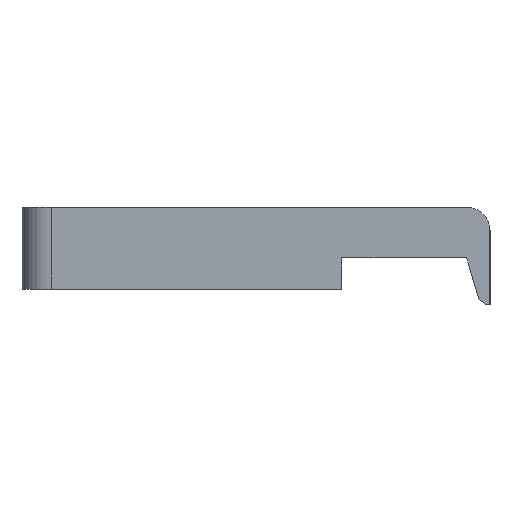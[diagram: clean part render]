
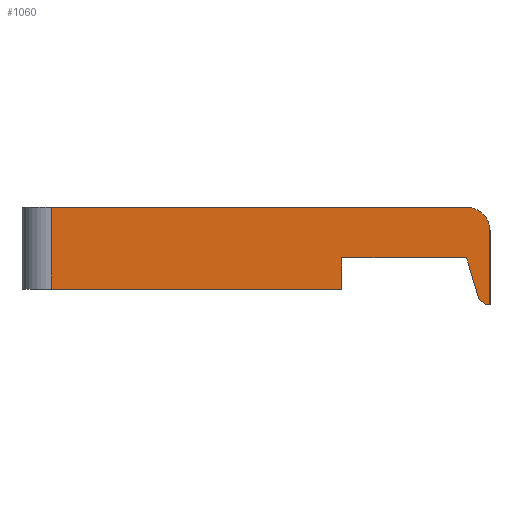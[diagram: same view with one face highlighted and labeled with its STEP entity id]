
A CAD part, left-side view. The second image highlights one B-rep face of the part: STEP entity #1060.
In plain terms, the highlighted planar face has unit normal (-1, 0, 0).
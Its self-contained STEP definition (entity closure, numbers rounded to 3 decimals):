
#48=CIRCLE('',#1137,6.);
#87=FACE_OUTER_BOUND('',#149,.T.);
#149=EDGE_LOOP('',(#710,#711,#712,#713,#714,#715,#716,#717,#718,#719));
#220=LINE('',#1565,#334);
#222=LINE('',#1569,#336);
#223=LINE('',#1571,#337);
#224=LINE('',#1575,#338);
#225=LINE('',#1577,#339);
#226=LINE('',#1579,#340);
#227=LINE('',#1581,#341);
#228=LINE('',#1583,#342);
#229=LINE('',#1584,#343);
#334=VECTOR('',#1243,10.);
#336=VECTOR('',#1247,10.);
#337=VECTOR('',#1248,10.);
#338=VECTOR('',#1251,10.);
#339=VECTOR('',#1252,10.);
#340=VECTOR('',#1253,10.);
#341=VECTOR('',#1254,10.);
#342=VECTOR('',#1255,10.);
#343=VECTOR('',#1256,10.);
#448=VERTEX_POINT('',#1562);
#449=VERTEX_POINT('',#1564);
#450=VERTEX_POINT('',#1568);
#451=VERTEX_POINT('',#1570);
#452=VERTEX_POINT('',#1572);
#453=VERTEX_POINT('',#1574);
#454=VERTEX_POINT('',#1576);
#455=VERTEX_POINT('',#1578);
#456=VERTEX_POINT('',#1580);
#457=VERTEX_POINT('',#1582);
#552=EDGE_CURVE('',#448,#449,#220,.T.);
#554=EDGE_CURVE('',#450,#448,#222,.T.);
#555=EDGE_CURVE('',#450,#451,#223,.T.);
#556=EDGE_CURVE('',#452,#451,#48,.T.);
#557=EDGE_CURVE('',#453,#452,#224,.T.);
#558=EDGE_CURVE('',#454,#453,#225,.T.);
#559=EDGE_CURVE('',#455,#454,#226,.T.);
#560=EDGE_CURVE('',#455,#456,#227,.T.);
#561=EDGE_CURVE('',#456,#457,#228,.T.);
#562=EDGE_CURVE('',#457,#449,#229,.T.);
#710=ORIENTED_EDGE('',*,*,#552,.F.);
#711=ORIENTED_EDGE('',*,*,#554,.F.);
#712=ORIENTED_EDGE('',*,*,#555,.T.);
#713=ORIENTED_EDGE('',*,*,#556,.F.);
#714=ORIENTED_EDGE('',*,*,#557,.F.);
#715=ORIENTED_EDGE('',*,*,#558,.F.);
#716=ORIENTED_EDGE('',*,*,#559,.F.);
#717=ORIENTED_EDGE('',*,*,#560,.T.);
#718=ORIENTED_EDGE('',*,*,#561,.T.);
#719=ORIENTED_EDGE('',*,*,#562,.T.);
#1019=PLANE('',#1136);
#1060=ADVANCED_FACE('',(#87),#1019,.T.);
#1136=AXIS2_PLACEMENT_3D('',#1567,#1245,#1246);
#1137=AXIS2_PLACEMENT_3D('',#1573,#1249,#1250);
#1243=DIRECTION('',(0.,0.802,0.597));
#1245=DIRECTION('center_axis',(-1.,0.,0.));
#1246=DIRECTION('ref_axis',(0.,-1.,0.));
#1247=DIRECTION('',(0.,1.,0.));
#1248=DIRECTION('',(0.,0.,1.));
#1249=DIRECTION('center_axis',(1.,0.,0.));
#1250=DIRECTION('ref_axis',(0.,-0.707,0.707));
#1251=DIRECTION('',(0.,-1.,0.));
#1252=DIRECTION('',(0.,0.,1.));
#1253=DIRECTION('',(0.,1.,0.));
#1254=DIRECTION('',(0.,0.,1.));
#1255=DIRECTION('',(0.,-1.,0.));
#1256=DIRECTION('',(0.,-0.287,-0.958));
#1562=CARTESIAN_POINT('',(0.,1.,-4.));
#1564=CARTESIAN_POINT('',(0.,2.802,-2.659));
#1565=CARTESIAN_POINT('',(0.,42.623,26.969));
#1567=CARTESIAN_POINT('Origin',(0.,120.,8.));
#1568=CARTESIAN_POINT('',(0.,0.,-4.));
#1569=CARTESIAN_POINT('',(0.,120.,-4.));
#1570=CARTESIAN_POINT('',(0.,0.,15.));
#1571=CARTESIAN_POINT('',(0.,0.,8.));
#1572=CARTESIAN_POINT('',(0.,6.,21.));
#1573=CARTESIAN_POINT('Origin',(0.,6.,15.));
#1574=CARTESIAN_POINT('',(0.,112.5,21.));
#1575=CARTESIAN_POINT('',(0.,116.,21.));
#1576=CARTESIAN_POINT('',(0.,112.5,0.));
#1577=CARTESIAN_POINT('',(0.,112.5,8.));
#1578=CARTESIAN_POINT('',(0.,38.,0.));
#1579=CARTESIAN_POINT('',(0.,116.,0.));
#1580=CARTESIAN_POINT('',(0.,38.,8.));
#1581=CARTESIAN_POINT('',(0.,38.,4.));
#1582=CARTESIAN_POINT('',(0.,6.,8.));
#1583=CARTESIAN_POINT('',(0.,79.,8.));
#1584=CARTESIAN_POINT('',(0.,10.706,23.688));
